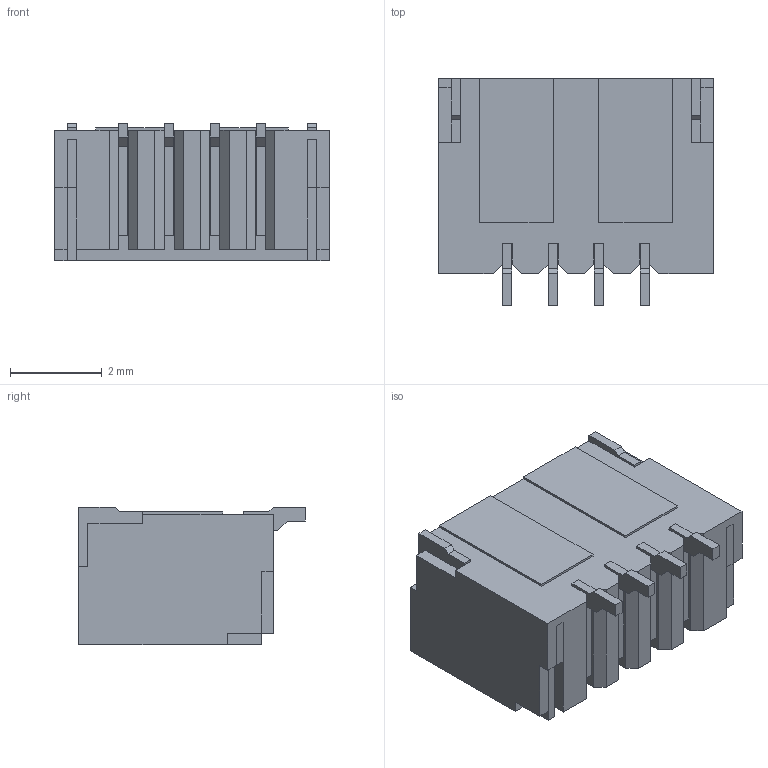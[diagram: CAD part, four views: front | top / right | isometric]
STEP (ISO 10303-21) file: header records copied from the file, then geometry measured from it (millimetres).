
FILE_DESCRIPTION((''),'2;1');
FILE_NAME('M40-4010446_ASM','2018-02-07T10:06:53',('wpreston'),(''),'CREO PARAMETRIC BY PTC INC, 2016510','CREO PARAMETRIC BY PTC INC, 2016510','');
FILE_SCHEMA(('CONFIG_CONTROL_DESIGN','SHAPE_APPEARANCE_LAYERS_GROUPS'));
Length unit declared in the file: millimetre
Products named in the file (4): M40-30104-MOULD; M40-401-PIN; M40-401-TAB; M40-4010446_ASM
Assembly tree (7 placements, depth 2):
  M40-4010446_ASM
    M40-30104-MOULD
    M40-401-PIN  x4
    M40-401-TAB  x2
Bounding box: 6 x 4.95 x 3 mm (x, y, z)
Volume: 40.2 mm3; surface area: 257.2 mm2
Topology: 7 solids, 7 shells, 256 faces, 745 edges, 492 vertices
Faces by surface type: plane 256
Entity records: 7267 total; most frequent: CARTESIAN_POINT 1016, ORIENTED_EDGE 1010, DIRECTION 863, PRESENTATION_STYLE_ASSIGNMENT 508, STYLED_ITEM 508, VECTOR 505, LINE 505, CURVE_STYLE 505
